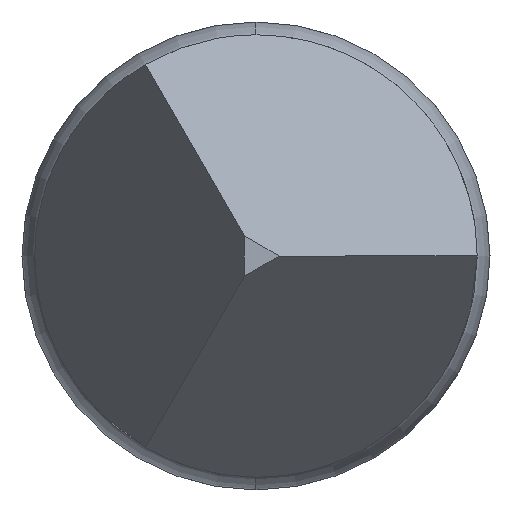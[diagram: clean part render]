
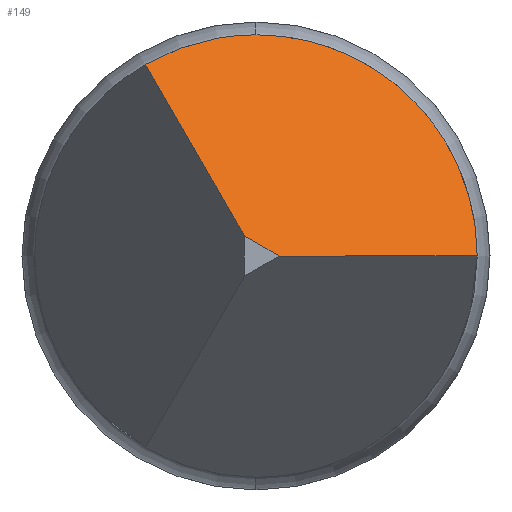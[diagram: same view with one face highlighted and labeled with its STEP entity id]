
A CAD part, left-side view. The second image highlights one B-rep face of the part: STEP entity #149.
In plain terms, the highlighted planar face has unit normal (-0.5, -0.433, 0.75).
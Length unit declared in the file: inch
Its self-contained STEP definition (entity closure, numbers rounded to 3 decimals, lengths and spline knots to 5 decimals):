
#16 = VERTEX_POINT ( 'NONE', #422 ) ;
#42 = DIRECTION ( 'NONE',  ( -0.655, 0.756, 0. ) ) ;
#46 = DIRECTION ( 'NONE',  ( 0.655, 0.378, 0.655 ) ) ;
#51 = CARTESIAN_POINT ( 'NONE',  ( 0.00416, 0.17661, 0.30589 ) ) ;
#58 = DIRECTION ( 'NONE',  ( 0., 0.866, 0.5 ) ) ;
#61 = CARTESIAN_POINT ( 'NONE',  ( -0.3, -0.62564, -0.36006 ) ) ;
#64 = ORIENTED_EDGE ( 'NONE', *, *, #524, .F. ) ;
#65 = CARTESIAN_POINT ( 'NONE',  ( -0.61011, 0.35608, 0. ) ) ;
#98 = ORIENTED_EDGE ( 'NONE', *, *, #598, .F. ) ;
#118 = CARTESIAN_POINT ( 'NONE',  ( -0.28528, -0.019, 0. ) ) ;
#119 = CARTESIAN_POINT ( 'NONE',  ( -0.26858, -0.019, 0.01113 ) ) ;
#149 = ADVANCED_FACE ( 'NONE', ( #1272 ), #975, .T. ) ;
#214 = CARTESIAN_POINT ( 'NONE',  ( -0.3, 0.001, 0.00173 ) ) ;
#226 = DIRECTION ( 'NONE',  ( -0.5, -0.433, 0.75 ) ) ;
#236 = CARTESIAN_POINT ( 'NONE',  ( -0.27323, 0., 0.019 ) ) ;
#237 = DIRECTION ( 'NONE',  ( 0.832, 0., 0.555 ) ) ;
#238 = CARTESIAN_POINT ( 'NONE',  ( -0.27614, 0.00335, 0.019 ) ) ;
#239 = CARTESIAN_POINT ( 'NONE',  ( -0.28025, 0.00659, 0.01813 ) ) ;
#248 = CARTESIAN_POINT ( 'NONE',  ( -0.28528, 0.0095, 0.01645 ) ) ;
#256 = ORIENTED_EDGE ( 'NONE', *, *, #618, .F. ) ;
#289 = VECTOR ( 'NONE', #58, 39.37008 ) ;
#295 = CARTESIAN_POINT ( 'NONE',  ( -0.28528, -0.019, 0. ) ) ;
#345 = CARTESIAN_POINT ( 'NONE',  ( -0.27323, 0., 0.019 ) ) ;
#413 = LINE ( 'NONE', #61, #289 ) ;
#422 = CARTESIAN_POINT ( 'NONE',  ( -0.28528, 0.0095, 0.01645 ) ) ;
#504 = VERTEX_POINT ( 'NONE', #295 ) ;
#524 = EDGE_CURVE ( 'NONE', #16, #1455, #628, .T. ) ;
#596 = VECTOR ( 'NONE', #42, 39.37008 ) ;
#598 = EDGE_CURVE ( 'NONE', #1455, #504, #1318, .T. ) ;
#618 = EDGE_CURVE ( 'NONE', #1181, #898, #413, .T. ) ;
#626 = EDGE_CURVE ( 'NONE', #898, #16, #950, .T. ) ;
#628 =( BOUNDED_CURVE ( )  B_SPLINE_CURVE ( 3, ( #248, #239, #238, #236 ),
 .UNSPECIFIED., .F., .T. ) 
 B_SPLINE_CURVE_WITH_KNOTS ( ( 4, 4 ),
 ( 5.23599, 5.75959 ),
 .UNSPECIFIED. ) 
 CURVE ( )  GEOMETRIC_REPRESENTATION_ITEM ( )  RATIONAL_B_SPLINE_CURVE ( ( 1., 0.977, 0.977, 1. ) ) 
 REPRESENTATION_ITEM ( '' )  );
#632 = EDGE_CURVE ( 'NONE', #504, #1181, #1546, .T. ) ;
#898 = VERTEX_POINT ( 'NONE', #214 ) ;
#914 = ORIENTED_EDGE ( 'NONE', *, *, #632, .F. ) ;
#950 = LINE ( 'NONE', #51, #1092 ) ;
#975 = PLANE ( 'NONE',  #1520 ) ;
#1092 = VECTOR ( 'NONE', #46, 39.37008 ) ;
#1181 = VERTEX_POINT ( 'NONE', #1426 ) ;
#1226 = ORIENTED_EDGE ( 'NONE', *, *, #626, .F. ) ;
#1272 = FACE_OUTER_BOUND ( 'NONE', #1291, .T. ) ;
#1291 = EDGE_LOOP ( 'NONE', ( #64, #1226, #256, #914, #98 ) ) ;
#1301 = CARTESIAN_POINT ( 'NONE',  ( -0.3, -0.62564, -0.36006 ) ) ;
#1318 =( BOUNDED_CURVE ( )  B_SPLINE_CURVE ( 3, ( #345, #1387, #119, #118 ),
 .UNSPECIFIED., .F., .T. ) 
 B_SPLINE_CURVE_WITH_KNOTS ( ( 4, 4 ),
 ( 5.75959, 7.33038 ),
 .UNSPECIFIED. ) 
 CURVE ( )  GEOMETRIC_REPRESENTATION_ITEM ( )  RATIONAL_B_SPLINE_CURVE ( ( 1., 0.805, 0.805, 1. ) ) 
 REPRESENTATION_ITEM ( '' )  );
#1387 = CARTESIAN_POINT ( 'NONE',  ( -0.26359, -0.01113, 0.019 ) ) ;
#1394 = CARTESIAN_POINT ( 'NONE',  ( -0.27323, 0., 0.019 ) ) ;
#1426 = CARTESIAN_POINT ( 'NONE',  ( -0.3, -0.002, 0. ) ) ;
#1455 = VERTEX_POINT ( 'NONE', #1394 ) ;
#1520 = AXIS2_PLACEMENT_3D ( 'NONE', #1301, #226, #237 ) ;
#1546 = LINE ( 'NONE', #65, #596 ) ;
